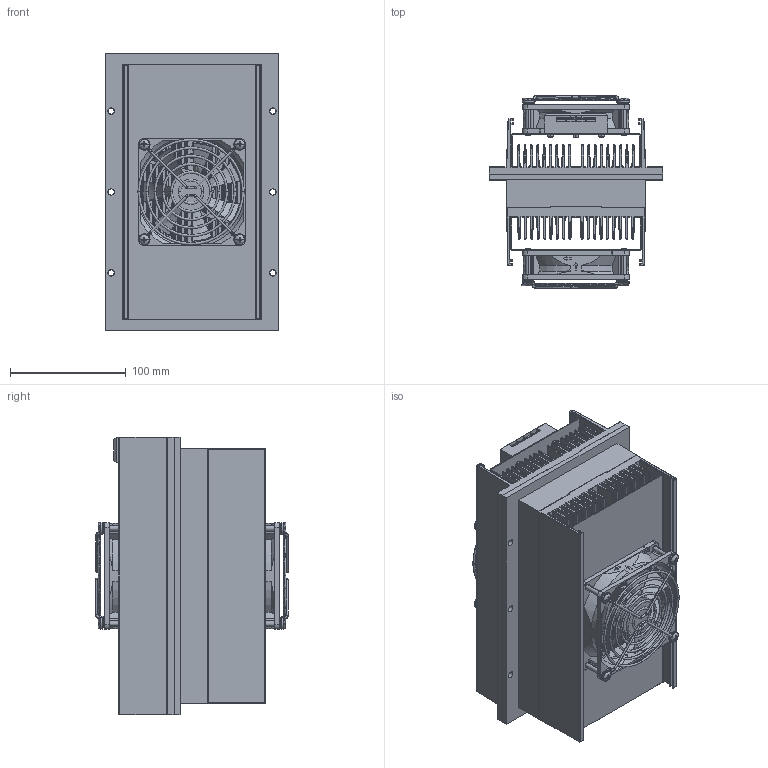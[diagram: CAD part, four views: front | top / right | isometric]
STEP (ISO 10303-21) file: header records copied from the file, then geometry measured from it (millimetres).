
FILE_DESCRIPTION (( 'STEP AP214' ), '1' );
FILE_NAME ('60-AA for ecogen.STEP', '2017-03-02T13:26:14', ( 'konstruktor_7' ), ( '' ), 'SwSTEP 2.0', 'SolidWorks 2013', '' );
FILE_SCHEMA (( 'AUTOMOTIVE_DESIGN' ));
Length unit declared in the file: millimetre
Products named in the file (1): 60-AA for ecogen
Bounding box: 150.3 x 166.3 x 240 mm (x, y, z)
Surface area: 770847.6 mm2 (no closed solid volume)
Topology: 0 solids, 77 shells, 1802 faces, 5447 edges, 3544 vertices
Faces by surface type: cylinder 734, plane 493, torus 440, cone 53, bspline 50, sphere 32
Entity records: 83352 total; most frequent: CARTESIAN_POINT 14444, DIRECTION 11351, ORIENTED_EDGE 9091, EDGE_CURVE 5447, AXIS2_PLACEMENT_3D 4587, VERTEX_POINT 3544, CIRCLE 2834, VECTOR 2177
